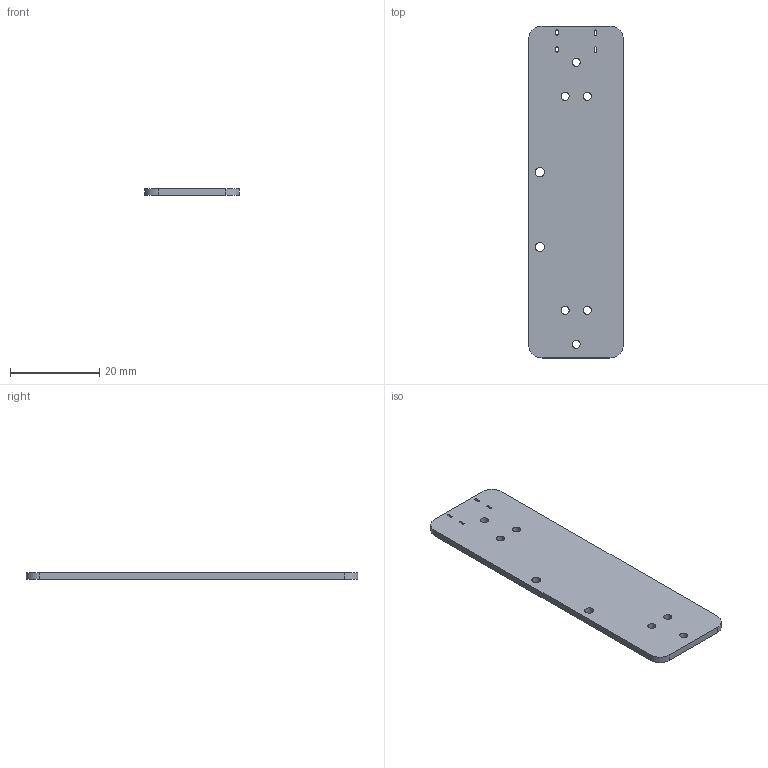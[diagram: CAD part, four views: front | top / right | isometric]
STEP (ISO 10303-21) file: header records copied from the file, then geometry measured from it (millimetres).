
FILE_DESCRIPTION(('KiCad electronic assembly'),'2;1');
FILE_NAME('Photon Only Board.step','2025-12-17T22:31:28',('Pcbnew'),( 'Kicad'),'Open CASCADE STEP processor 7.9','KiCad to STEP converter' ,'Unknown');
FILE_SCHEMA(('AUTOMOTIVE_DESIGN { 1 0 10303 214 1 1 1 1 }'));
Length unit declared in the file: millimetre
Products named in the file (2): Photon Only Board 1; Photon_PCB
Assembly tree (1 placements, depth 2):
  Photon Only Board 1
    Photon_PCB
Bounding box: 21.24 x 74.42 x 1.51 mm (x, y, z)
Volume: 2339.1 mm3; surface area: 3467.7 mm2
Topology: 1 solids, 1 shells, 34 faces, 96 edges, 64 vertices
Faces by surface type: cylinder 20, plane 14
Full cylindrical faces by diameter (mm): 1.8 x6, 2.032 x2
Entity records: 1205 total; most frequent: DIRECTION 208, CARTESIAN_POINT 196, ORIENTED_EDGE 192, EDGE_CURVE 96, AXIS2_PLACEMENT_3D 76, VERTEX_POINT 64, FACE_BOUND 58, EDGE_LOOP 58
